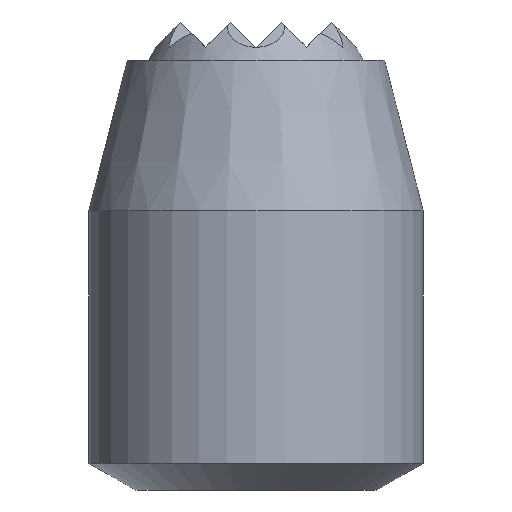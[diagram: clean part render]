
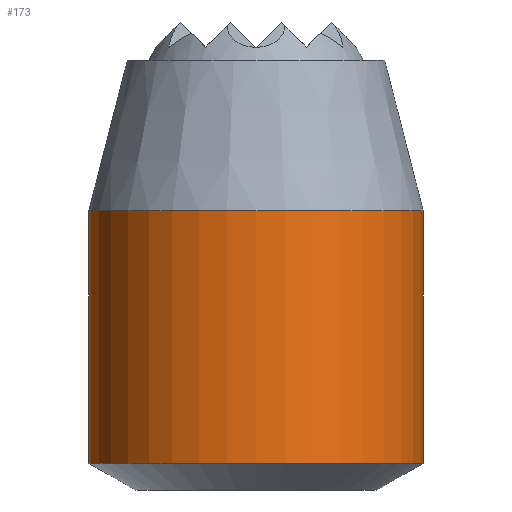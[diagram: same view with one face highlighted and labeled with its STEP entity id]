
A CAD part, front view. The second image highlights one B-rep face of the part: STEP entity #173.
In plain terms, the highlighted cylindrical face has radius 5 mm (diameter 10 mm), a full revolution.
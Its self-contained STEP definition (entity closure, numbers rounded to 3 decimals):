
#173 = ADVANCED_FACE( '', ( #402, #403 ), #404, .T. );
#402 = FACE_OUTER_BOUND( '', #689, .T. );
#403 = FACE_OUTER_BOUND( '', #690, .T. );
#404 = CYLINDRICAL_SURFACE( '', #691, 5. );
#689 = EDGE_LOOP( '', ( #1132 ) );
#690 = EDGE_LOOP( '', ( #1133 ) );
#691 = AXIS2_PLACEMENT_3D( '', #1134, #1135, #1136 );
#1132 = ORIENTED_EDGE( '', *, *, #1731, .T. );
#1133 = ORIENTED_EDGE( '', *, *, #1732, .T. );
#1134 = CARTESIAN_POINT( '', ( 0., 0., 12.85 ) );
#1135 = DIRECTION( '', ( 0., 0., 1. ) );
#1136 = DIRECTION( '', ( -1., 0., 0. ) );
#1731 = EDGE_CURVE( '', #2070, #2070, #2071, .T. );
#1732 = EDGE_CURVE( '', #2072, #2072, #2073, .F. );
#2070 = VERTEX_POINT( '', #2491 );
#2071 = CIRCLE( '', #2492, 5. );
#2072 = VERTEX_POINT( '', #2493 );
#2073 = CIRCLE( '', #2494, 5. );
#2491 = CARTESIAN_POINT( '', ( 5., 0., 0.8 ) );
#2492 = AXIS2_PLACEMENT_3D( '', #2868, #2869, #2870 );
#2493 = CARTESIAN_POINT( '', ( 5., 0., 8.35 ) );
#2494 = AXIS2_PLACEMENT_3D( '', #2871, #2872, #2873 );
#2868 = CARTESIAN_POINT( '', ( 0., 0., 0.8 ) );
#2869 = DIRECTION( '', ( 0., 0., 1. ) );
#2870 = DIRECTION( '', ( 1., 0., 0. ) );
#2871 = CARTESIAN_POINT( '', ( 0., 0., 8.35 ) );
#2872 = DIRECTION( '', ( 0., 0., 1. ) );
#2873 = DIRECTION( '', ( 1., 0., 0. ) );
